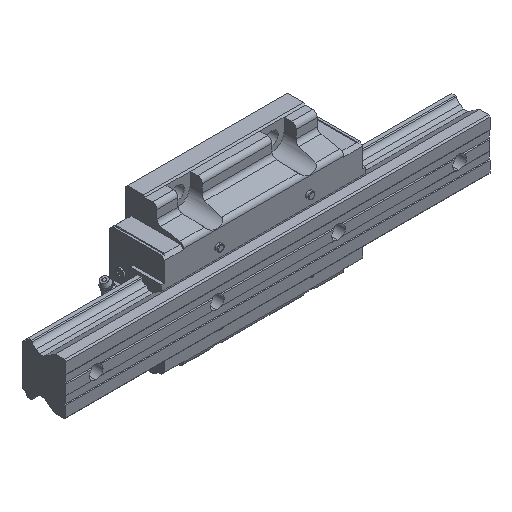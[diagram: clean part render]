
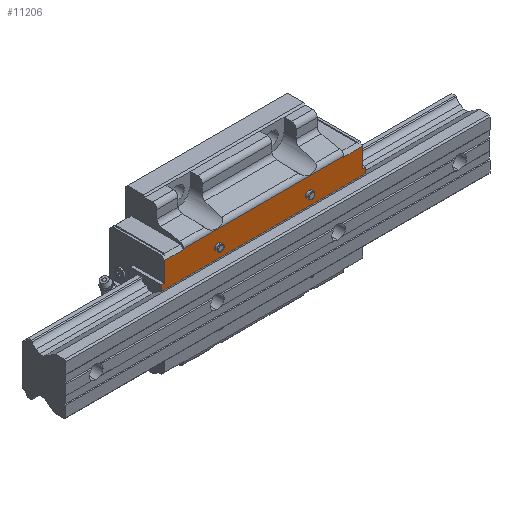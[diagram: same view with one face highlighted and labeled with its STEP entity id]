
A CAD part, isometric view. The second image highlights one B-rep face of the part: STEP entity #11206.
In plain terms, the highlighted planar face has unit normal (0, -1, 0).
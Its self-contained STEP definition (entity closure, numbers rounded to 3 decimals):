
#229 = CARTESIAN_POINT ( 'NONE',  ( 185.4, 9.5, 32. ) ) ;
#294 = EDGE_CURVE ( 'NONE', #420, #9771, #8185, .T. ) ;
#344 = VERTEX_POINT ( 'NONE', #4119 ) ;
#350 = CARTESIAN_POINT ( 'NONE',  ( 90., 9.5, 20.066 ) ) ;
#388 = ORIENTED_EDGE ( 'NONE', *, *, #2547, .T. ) ;
#420 = VERTEX_POINT ( 'NONE', #665 ) ;
#613 = FACE_BOUND ( 'NONE', #5462, .T. ) ;
#625 = ORIENTED_EDGE ( 'NONE', *, *, #8990, .T. ) ;
#665 = CARTESIAN_POINT ( 'NONE',  ( 187.4, 9.5, 19. ) ) ;
#796 = EDGE_CURVE ( 'NONE', #3343, #10037, #8013, .T. ) ;
#895 = CARTESIAN_POINT ( 'NONE',  ( 54.6, 9.5, 32.483 ) ) ;
#909 = AXIS2_PLACEMENT_3D ( 'NONE', #4633, #5590, #9202 ) ;
#914 = CARTESIAN_POINT ( 'NONE',  ( 172.9, 9.5, 32. ) ) ;
#916 = ORIENTED_EDGE ( 'NONE', *, *, #4033, .T. ) ;
#973 = CARTESIAN_POINT ( 'NONE',  ( 90., 9.5, 22.25 ) ) ;
#1053 = CARTESIAN_POINT ( 'NONE',  ( 172.9, 9.5, 19. ) ) ;
#1151 = EDGE_CURVE ( 'NONE', #3248, #2356, #4710, .T. ) ;
#1407 = DIRECTION ( 'NONE',  ( 0., 1., 0. ) ) ;
#1470 = DIRECTION ( 'NONE',  ( -1., 0., 0. ) ) ;
#1528 = ORIENTED_EDGE ( 'NONE', *, *, #796, .T. ) ;
#1762 = DIRECTION ( 'NONE',  ( 0., 0., 1. ) ) ;
#1824 = DIRECTION ( 'NONE',  ( 0., 0., -1. ) ) ;
#2255 = VERTEX_POINT ( 'NONE', #11879 ) ;
#2328 = DIRECTION ( 'NONE',  ( 0., 0., 1. ) ) ;
#2356 = VERTEX_POINT ( 'NONE', #229 ) ;
#2361 = VECTOR ( 'NONE', #2840, 1000. ) ;
#2488 = CARTESIAN_POINT ( 'NONE',  ( 54.6, 9.5, 32. ) ) ;
#2547 = EDGE_CURVE ( 'NONE', #2255, #3797, #9221, .T. ) ;
#2840 = DIRECTION ( 'NONE',  ( -1., 0., 0. ) ) ;
#2947 = ORIENTED_EDGE ( 'NONE', *, *, #7178, .T. ) ;
#3021 = CARTESIAN_POINT ( 'NONE',  ( 52.6, 9.5, 0. ) ) ;
#3231 = DIRECTION ( 'NONE',  ( -1., 0., 0. ) ) ;
#3233 = DIRECTION ( 'NONE',  ( 0., 0., 1. ) ) ;
#3248 = VERTEX_POINT ( 'NONE', #3604 ) ;
#3343 = VERTEX_POINT ( 'NONE', #9290 ) ;
#3455 = CIRCLE ( 'NONE', #3721, 2.184 ) ;
#3457 = DIRECTION ( 'NONE',  ( 0., 0., -1. ) ) ;
#3489 = ORIENTED_EDGE ( 'NONE', *, *, #5364, .T. ) ;
#3530 = DIRECTION ( 'NONE',  ( 0., 1., 0. ) ) ;
#3535 = LINE ( 'NONE', #895, #6694 ) ;
#3604 = CARTESIAN_POINT ( 'NONE',  ( 185.4, 9.5, 19. ) ) ;
#3625 = AXIS2_PLACEMENT_3D ( 'NONE', #8551, #6908, #8633 ) ;
#3696 = DIRECTION ( 'NONE',  ( -1., 0., 0. ) ) ;
#3721 = AXIS2_PLACEMENT_3D ( 'NONE', #973, #9300, #3783 ) ;
#3783 = DIRECTION ( 'NONE',  ( 0., 0., 1. ) ) ;
#3797 = VERTEX_POINT ( 'NONE', #9442 ) ;
#4033 = EDGE_CURVE ( 'NONE', #11331, #9645, #6629, .T. ) ;
#4111 = VECTOR ( 'NONE', #1824, 1000. ) ;
#4119 = CARTESIAN_POINT ( 'NONE',  ( 90., 9.5, 24.434 ) ) ;
#4122 = EDGE_CURVE ( 'NONE', #6533, #344, #3455, .T. ) ;
#4203 = VECTOR ( 'NONE', #3696, 1000. ) ;
#4243 = CIRCLE ( 'NONE', #6576, 2.184 ) ;
#4429 = LINE ( 'NONE', #8686, #11573 ) ;
#4554 = ORIENTED_EDGE ( 'NONE', *, *, #4122, .T. ) ;
#4574 = CARTESIAN_POINT ( 'NONE',  ( 67.1, 9.5, 0. ) ) ;
#4633 = CARTESIAN_POINT ( 'NONE',  ( 150., 9.5, 22.25 ) ) ;
#4710 = LINE ( 'NONE', #4998, #4985 ) ;
#4719 = EDGE_CURVE ( 'NONE', #344, #6533, #4243, .T. ) ;
#4985 = VECTOR ( 'NONE', #3233, 1000. ) ;
#4997 = CARTESIAN_POINT ( 'NONE',  ( 150., 9.5, 20.066 ) ) ;
#4998 = CARTESIAN_POINT ( 'NONE',  ( 185.4, 9.5, 32.483 ) ) ;
#5108 = LINE ( 'NONE', #10601, #8091 ) ;
#5326 = VERTEX_POINT ( 'NONE', #5998 ) ;
#5364 = EDGE_CURVE ( 'NONE', #420, #3248, #4429, .T. ) ;
#5462 = EDGE_LOOP ( 'NONE', ( #7245, #9363 ) ) ;
#5590 = DIRECTION ( 'NONE',  ( 0., 1., 0. ) ) ;
#5679 = CIRCLE ( 'NONE', #8902, 2.184 ) ;
#5911 = PLANE ( 'NONE',  #3625 ) ;
#5998 = CARTESIAN_POINT ( 'NONE',  ( 150., 9.5, 24.434 ) ) ;
#6493 = FACE_BOUND ( 'NONE', #9810, .T. ) ;
#6533 = VERTEX_POINT ( 'NONE', #350 ) ;
#6576 = AXIS2_PLACEMENT_3D ( 'NONE', #7246, #3530, #1762 ) ;
#6587 = DIRECTION ( 'NONE',  ( 0., 0., -1. ) ) ;
#6629 = LINE ( 'NONE', #8377, #4203 ) ;
#6694 = VECTOR ( 'NONE', #3457, 1000. ) ;
#6729 = DIRECTION ( 'NONE',  ( 0., 0., -1. ) ) ;
#6809 = VECTOR ( 'NONE', #8617, 1000. ) ;
#6908 = DIRECTION ( 'NONE',  ( 0., -1., 0. ) ) ;
#7005 = VECTOR ( 'NONE', #1470, 1000. ) ;
#7178 = EDGE_CURVE ( 'NONE', #2356, #11542, #11294, .T. ) ;
#7240 = LINE ( 'NONE', #1053, #2361 ) ;
#7245 = ORIENTED_EDGE ( 'NONE', *, *, #7994, .T. ) ;
#7246 = CARTESIAN_POINT ( 'NONE',  ( 90., 9.5, 22.25 ) ) ;
#7254 = EDGE_CURVE ( 'NONE', #2255, #11542, #10725, .T. ) ;
#7577 = ORIENTED_EDGE ( 'NONE', *, *, #8787, .T. ) ;
#7713 = EDGE_LOOP ( 'NONE', ( #9992, #1528, #625, #11167, #3489, #8992, #2947, #8163, #388, #10518, #916, #7577 ) ) ;
#7745 = CARTESIAN_POINT ( 'NONE',  ( 172.9, 9.5, 32.483 ) ) ;
#7904 = CARTESIAN_POINT ( 'NONE',  ( 172.9, 9.5, 32. ) ) ;
#7994 = EDGE_CURVE ( 'NONE', #5326, #9317, #10856, .T. ) ;
#8013 = LINE ( 'NONE', #3021, #8717 ) ;
#8091 = VECTOR ( 'NONE', #10768, 1000. ) ;
#8163 = ORIENTED_EDGE ( 'NONE', *, *, #7254, .F. ) ;
#8185 = LINE ( 'NONE', #9515, #10784 ) ;
#8377 = CARTESIAN_POINT ( 'NONE',  ( 172.9, 9.5, 32. ) ) ;
#8551 = CARTESIAN_POINT ( 'NONE',  ( 172.9, 9.5, 32.483 ) ) ;
#8617 = DIRECTION ( 'NONE',  ( -1., 0., 0. ) ) ;
#8633 = DIRECTION ( 'NONE',  ( 0., 0., -1. ) ) ;
#8686 = CARTESIAN_POINT ( 'NONE',  ( 172.9, 9.5, 19. ) ) ;
#8717 = VECTOR ( 'NONE', #6587, 1000. ) ;
#8745 = DIRECTION ( 'NONE',  ( 0., 0., -1. ) ) ;
#8762 = CARTESIAN_POINT ( 'NONE',  ( 150., 9.5, 22.25 ) ) ;
#8787 = EDGE_CURVE ( 'NONE', #9645, #11474, #3535, .T. ) ;
#8802 = ORIENTED_EDGE ( 'NONE', *, *, #4719, .T. ) ;
#8832 = CARTESIAN_POINT ( 'NONE',  ( 172.9, 9.5, 0. ) ) ;
#8902 = AXIS2_PLACEMENT_3D ( 'NONE', #8762, #1407, #2328 ) ;
#8990 = EDGE_CURVE ( 'NONE', #10037, #9771, #5108, .T. ) ;
#8992 = ORIENTED_EDGE ( 'NONE', *, *, #1151, .T. ) ;
#9051 = CARTESIAN_POINT ( 'NONE',  ( 54.6, 9.5, 19. ) ) ;
#9153 = EDGE_CURVE ( 'NONE', #3797, #11331, #11123, .T. ) ;
#9202 = DIRECTION ( 'NONE',  ( 0., 0., 1. ) ) ;
#9221 = LINE ( 'NONE', #7745, #6809 ) ;
#9276 = EDGE_CURVE ( 'NONE', #11474, #3343, #7240, .T. ) ;
#9290 = CARTESIAN_POINT ( 'NONE',  ( 52.6, 9.5, 19. ) ) ;
#9300 = DIRECTION ( 'NONE',  ( 0., 1., 0. ) ) ;
#9317 = VERTEX_POINT ( 'NONE', #4997 ) ;
#9363 = ORIENTED_EDGE ( 'NONE', *, *, #9446, .T. ) ;
#9442 = CARTESIAN_POINT ( 'NONE',  ( 67.1, 9.5, 32.483 ) ) ;
#9443 = VECTOR ( 'NONE', #8745, 1000. ) ;
#9446 = EDGE_CURVE ( 'NONE', #9317, #5326, #5679, .T. ) ;
#9515 = CARTESIAN_POINT ( 'NONE',  ( 187.4, 9.5, 0. ) ) ;
#9645 = VERTEX_POINT ( 'NONE', #2488 ) ;
#9771 = VERTEX_POINT ( 'NONE', #10865 ) ;
#9810 = EDGE_LOOP ( 'NONE', ( #8802, #4554 ) ) ;
#9992 = ORIENTED_EDGE ( 'NONE', *, *, #9276, .T. ) ;
#10037 = VERTEX_POINT ( 'NONE', #11377 ) ;
#10491 = FACE_OUTER_BOUND ( 'NONE', #7713, .T. ) ;
#10518 = ORIENTED_EDGE ( 'NONE', *, *, #9153, .T. ) ;
#10601 = CARTESIAN_POINT ( 'NONE',  ( 187.4, 9.5, 15.323 ) ) ;
#10611 = CARTESIAN_POINT ( 'NONE',  ( 67.1, 9.5, 32. ) ) ;
#10725 = LINE ( 'NONE', #8832, #9443 ) ;
#10768 = DIRECTION ( 'NONE',  ( 1., 0., 0. ) ) ;
#10784 = VECTOR ( 'NONE', #6729, 1000. ) ;
#10856 = CIRCLE ( 'NONE', #909, 2.184 ) ;
#10865 = CARTESIAN_POINT ( 'NONE',  ( 187.4, 9.5, 15.323 ) ) ;
#11123 = LINE ( 'NONE', #4574, #4111 ) ;
#11167 = ORIENTED_EDGE ( 'NONE', *, *, #294, .F. ) ;
#11206 = ADVANCED_FACE ( 'NONE', ( #10491, #6493, #613 ), #5911, .T. ) ;
#11294 = LINE ( 'NONE', #7904, #7005 ) ;
#11331 = VERTEX_POINT ( 'NONE', #10611 ) ;
#11377 = CARTESIAN_POINT ( 'NONE',  ( 52.6, 9.5, 15.323 ) ) ;
#11474 = VERTEX_POINT ( 'NONE', #9051 ) ;
#11542 = VERTEX_POINT ( 'NONE', #914 ) ;
#11573 = VECTOR ( 'NONE', #3231, 1000. ) ;
#11879 = CARTESIAN_POINT ( 'NONE',  ( 172.9, 9.5, 32.483 ) ) ;
